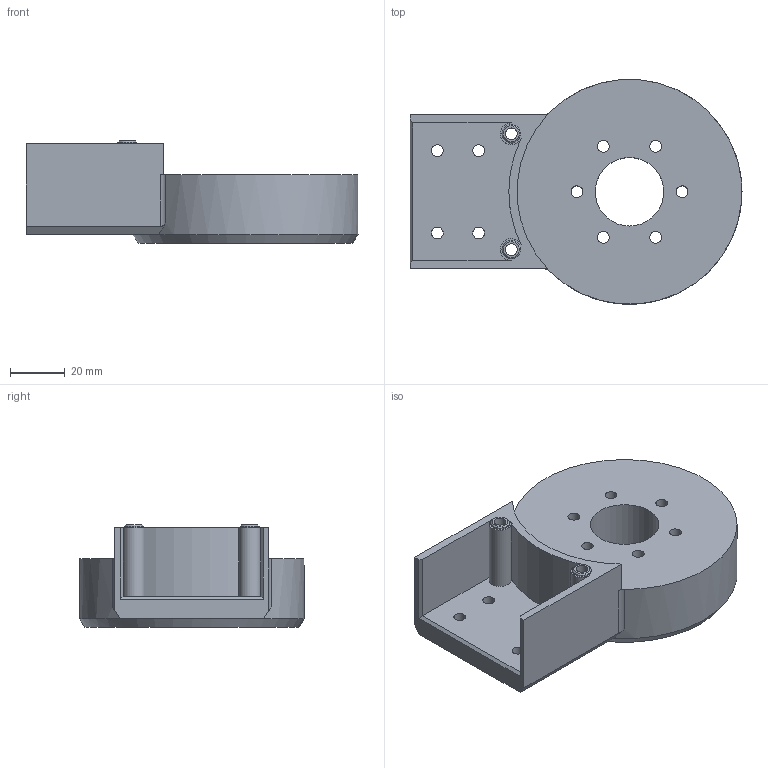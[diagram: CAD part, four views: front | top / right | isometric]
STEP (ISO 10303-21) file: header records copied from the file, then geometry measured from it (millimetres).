
FILE_DESCRIPTION(/* description */ ('STEP AP214'),/* implementation_level */ '2;1');
FILE_NAME(/* name */ '67f795c792f6fe7eedfba3e8',/* time_stamp */ '2025-04-10T09:56:23Z',/* author */ (''),/* organization */ (''),/* preprocessor_version */ 'ST-DEVELOPER v20',/* originating_system */ 'ONSHAPE BY PTC INC, 1.196',/* authorisation */ ' ');
FILE_SCHEMA (('AUTOMOTIVE_DESIGN {1 0 10303 214 3 1 1}'));
Length unit declared in the file: metre
Products named in the file (1): Moving_Fixation_Big
Bounding box: 121 x 81.92 x 37.3 mm (x, y, z)
Volume: 146875.8 mm3; surface area: 32908.9 mm2
Topology: 1 solids, 1 shells, 86 faces, 207 edges, 137 vertices
Faces by surface type: plane 53, cylinder 30, cone 3
Full cylindrical faces by diameter (mm): 4.3 x12, 6.8 x2, 8 x8, 25 x1, 82 x1
Entity records: 2435 total; most frequent: DIRECTION 413, CARTESIAN_POINT 406, ORIENTED_EDGE 354, EDGE_CURVE 177, EDGE_LOOP 153, FACE_BOUND 153, AXIS2_PLACEMENT_3D 151, VERTEX_POINT 134
